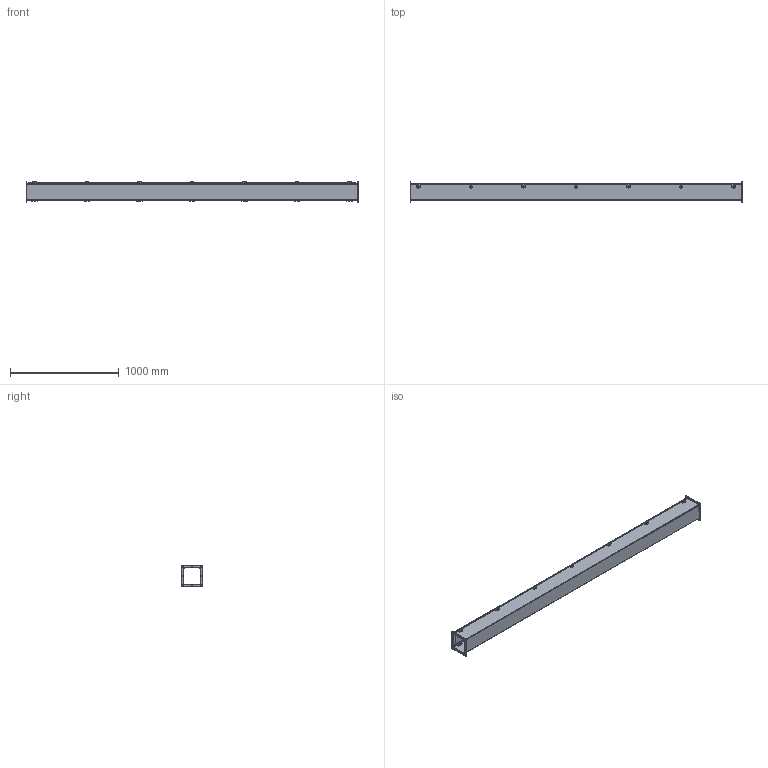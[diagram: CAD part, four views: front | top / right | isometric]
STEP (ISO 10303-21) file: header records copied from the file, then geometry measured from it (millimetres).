
FILE_DESCRIPTION((''),'2;1');
FILE_NAME('SSJW610.stp','2013-01-02T08:00:33',('kadelman'),(''),'Autodesk Inventor 2012','Autodesk Inventor 2012','');
FILE_SCHEMA(('AUTOMOTIVE_DESIGN { 1 0 10303 214 1 1 1 1 }'));
Length unit declared in the file: inch
Products named in the file (12): SSJW-assm; SSJW610BTB; SSJW6SPC; SSJW610LID; H6050527; H6050527T; H6050527L; H6050527P; SSJW6RINGP; C2002; 372135; C2001
Assembly tree (37 placements, depth 3):
  SSJW-assm
    SSJW610BTB
    SSJW6SPC  x2
    SSJW610LID
    H6050527  x7
      H6050527T
      H6050527L
      H6050527P
    SSJW6RINGP  x2
    C2002  x7
    372135  x7
    C2001  x7
Bounding box: 3048 x 193.68 x 194.61 mm (x, y, z)
Volume: 3939275.9 mm3; surface area: 4195923.3 mm2
Topology: 48 solids, 48 shells, 832 faces, 2061 edges, 1360 vertices
Faces by surface type: plane 513, cylinder 263, torus 28, cone 14, sphere 14
Full cylindrical faces by diameter (mm): 2.794 x28, 3.048 x7, 3.302 x28, 4.978 x7, 6.35 x7, 7.144 x16, 7.95 x14, 8.738 x7, 10.402 x7
Entity records: 6828 total; most frequent: DIRECTION 1141, CARTESIAN_POINT 1097, ORIENTED_EDGE 994, EDGE_CURVE 497, AXIS2_PLACEMENT_3D 392, VECTOR 357, LINE 357, VERTEX_POINT 348
